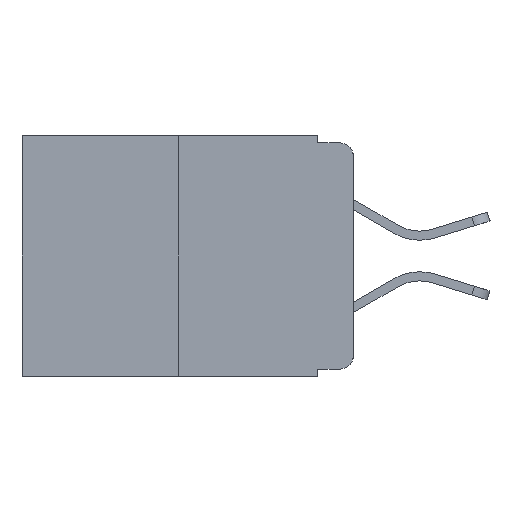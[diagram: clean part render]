
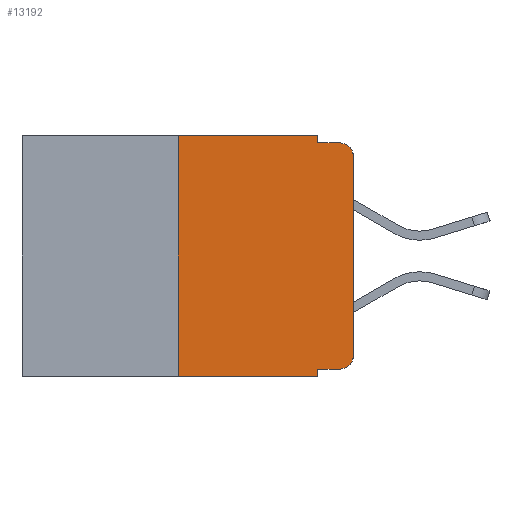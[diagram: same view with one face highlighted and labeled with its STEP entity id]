
A CAD part, left-side view. The second image highlights one B-rep face of the part: STEP entity #13192.
In plain terms, the highlighted planar face has unit normal (-1, 0, 0).
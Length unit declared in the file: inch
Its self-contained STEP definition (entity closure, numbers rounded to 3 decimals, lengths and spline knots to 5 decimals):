
#21 = EDGE_CURVE ( 'NONE', #13584, #3417, #1622, .T. ) ;
#135 = VECTOR ( 'NONE', #20970, 39.37008 ) ;
#184 = CARTESIAN_POINT ( 'NONE',  ( 0., 0.051, 0. ) ) ;
#239 = DIRECTION ( 'NONE',  ( 0., 0., 1. ) ) ;
#549 = LINE ( 'NONE', #22263, #8918 ) ;
#575 = CARTESIAN_POINT ( 'NONE',  ( 0., 0., -0.03 ) ) ;
#897 = CARTESIAN_POINT ( 'NONE',  ( 0., 0.051, 0. ) ) ;
#1065 = LINE ( 'NONE', #4222, #5300 ) ;
#1567 = CARTESIAN_POINT ( 'NONE',  ( 0., 0.473, 0. ) ) ;
#1622 = LINE ( 'NONE', #184, #11006 ) ;
#1642 = DIRECTION ( 'NONE',  ( 0., 0., -1. ) ) ;
#2048 = VERTEX_POINT ( 'NONE', #10031 ) ;
#2146 = CARTESIAN_POINT ( 'NONE',  ( 0., 0.051, -0.333 ) ) ;
#2333 = VERTEX_POINT ( 'NONE', #5438 ) ;
#2528 = VECTOR ( 'NONE', #3960, 39.37008 ) ;
#2807 = CARTESIAN_POINT ( 'NONE',  ( 0., 0.02, -0.01 ) ) ;
#3417 = VERTEX_POINT ( 'NONE', #9113 ) ;
#3740 = CIRCLE ( 'NONE', #19329, 0.02 ) ;
#3848 = DIRECTION ( 'NONE',  ( 0., 0., 1. ) ) ;
#3883 = CARTESIAN_POINT ( 'NONE',  ( 0., 0.02, -0.03 ) ) ;
#3960 = DIRECTION ( 'NONE',  ( 0., -1., 0. ) ) ;
#3975 = EDGE_CURVE ( 'NONE', #2333, #5823, #3740, .T. ) ;
#3985 = VERTEX_POINT ( 'NONE', #21572 ) ;
#4222 = CARTESIAN_POINT ( 'NONE',  ( 0., 0.473, -0.343 ) ) ;
#4343 = ORIENTED_EDGE ( 'NONE', *, *, #16926, .T. ) ;
#5300 = VECTOR ( 'NONE', #12928, 39.37008 ) ;
#5312 = EDGE_CURVE ( 'NONE', #2048, #3985, #549, .T. ) ;
#5438 = CARTESIAN_POINT ( 'NONE',  ( 0., 0.02, -0.333 ) ) ;
#5444 = ORIENTED_EDGE ( 'NONE', *, *, #17732, .T. ) ;
#5501 = LINE ( 'NONE', #19280, #135 ) ;
#5668 = DIRECTION ( 'NONE',  ( 0., 0., -1. ) ) ;
#5733 = ORIENTED_EDGE ( 'NONE', *, *, #3975, .T. ) ;
#5745 = EDGE_CURVE ( 'NONE', #5823, #16391, #21147, .T. ) ;
#5823 = VERTEX_POINT ( 'NONE', #11034 ) ;
#6060 = CIRCLE ( 'NONE', #14264, 0.02 ) ;
#6150 = EDGE_LOOP ( 'NONE', ( #14188, #22402, #19242, #6860, #18954, #10635, #5444, #13058, #4343, #5733 ) ) ;
#6860 = ORIENTED_EDGE ( 'NONE', *, *, #21, .F. ) ;
#7218 = FACE_OUTER_BOUND ( 'NONE', #6150, .T. ) ;
#7287 = LINE ( 'NONE', #2146, #2528 ) ;
#7681 = LINE ( 'NONE', #21061, #21342 ) ;
#7840 = VERTEX_POINT ( 'NONE', #2807 ) ;
#8376 = AXIS2_PLACEMENT_3D ( 'NONE', #1567, #12203, #1642 ) ;
#8918 = VECTOR ( 'NONE', #239, 39.37008 ) ;
#9113 = CARTESIAN_POINT ( 'NONE',  ( 0., 0.051, -0.01 ) ) ;
#10031 = CARTESIAN_POINT ( 'NONE',  ( 0., 0.25, -0.343 ) ) ;
#10113 = EDGE_CURVE ( 'NONE', #16391, #7840, #6060, .T. ) ;
#10462 = PLANE ( 'NONE',  #8376 ) ;
#10635 = ORIENTED_EDGE ( 'NONE', *, *, #5312, .F. ) ;
#10665 = VERTEX_POINT ( 'NONE', #19449 ) ;
#10909 = LINE ( 'NONE', #19576, #19492 ) ;
#11006 = VECTOR ( 'NONE', #16148, 39.37008 ) ;
#11034 = CARTESIAN_POINT ( 'NONE',  ( 0., 0., -0.313 ) ) ;
#11579 = EDGE_CURVE ( 'NONE', #3417, #7840, #7681, .T. ) ;
#12203 = DIRECTION ( 'NONE',  ( 1., 0., 0. ) ) ;
#12561 = DIRECTION ( 'NONE',  ( 0., -1., 0. ) ) ;
#12745 = CARTESIAN_POINT ( 'NONE',  ( 0., 0.051, -0.343 ) ) ;
#12928 = DIRECTION ( 'NONE',  ( 0., -1., 0. ) ) ;
#12948 = VECTOR ( 'NONE', #3848, 39.37008 ) ;
#13058 = ORIENTED_EDGE ( 'NONE', *, *, #18061, .F. ) ;
#13192 = ADVANCED_FACE ( 'NONE', ( #7218 ), #10462, .F. ) ;
#13584 = VERTEX_POINT ( 'NONE', #897 ) ;
#14188 = ORIENTED_EDGE ( 'NONE', *, *, #5745, .T. ) ;
#14264 = AXIS2_PLACEMENT_3D ( 'NONE', #3883, #16068, #5668 ) ;
#14389 = EDGE_CURVE ( 'NONE', #3985, #13584, #10909, .T. ) ;
#16036 = CARTESIAN_POINT ( 'NONE',  ( 0., 0., 0. ) ) ;
#16068 = DIRECTION ( 'NONE',  ( -1., 0., 0. ) ) ;
#16148 = DIRECTION ( 'NONE',  ( 0., 0., -1. ) ) ;
#16391 = VERTEX_POINT ( 'NONE', #575 ) ;
#16926 = EDGE_CURVE ( 'NONE', #10665, #2333, #7287, .T. ) ;
#17732 = EDGE_CURVE ( 'NONE', #2048, #22370, #1065, .T. ) ;
#18061 = EDGE_CURVE ( 'NONE', #10665, #22370, #5501, .T. ) ;
#18954 = ORIENTED_EDGE ( 'NONE', *, *, #14389, .F. ) ;
#19242 = ORIENTED_EDGE ( 'NONE', *, *, #11579, .F. ) ;
#19280 = CARTESIAN_POINT ( 'NONE',  ( 0., 0.051, 0. ) ) ;
#19329 = AXIS2_PLACEMENT_3D ( 'NONE', #21499, #21796, #21753 ) ;
#19449 = CARTESIAN_POINT ( 'NONE',  ( 0., 0.051, -0.333 ) ) ;
#19492 = VECTOR ( 'NONE', #21280, 39.37008 ) ;
#19576 = CARTESIAN_POINT ( 'NONE',  ( 0., 0.473, 0. ) ) ;
#20970 = DIRECTION ( 'NONE',  ( 0., 0., -1. ) ) ;
#21061 = CARTESIAN_POINT ( 'NONE',  ( 0., 0.051, -0.01 ) ) ;
#21147 = LINE ( 'NONE', #16036, #12948 ) ;
#21280 = DIRECTION ( 'NONE',  ( 0., -1., 0. ) ) ;
#21342 = VECTOR ( 'NONE', #12561, 39.37008 ) ;
#21499 = CARTESIAN_POINT ( 'NONE',  ( 0., 0.02, -0.313 ) ) ;
#21572 = CARTESIAN_POINT ( 'NONE',  ( 0., 0.25, 0. ) ) ;
#21753 = DIRECTION ( 'NONE',  ( 0., 0., -1. ) ) ;
#21796 = DIRECTION ( 'NONE',  ( -1., 0., 0. ) ) ;
#22263 = CARTESIAN_POINT ( 'NONE',  ( 0., 0.25, 0. ) ) ;
#22370 = VERTEX_POINT ( 'NONE', #12745 ) ;
#22402 = ORIENTED_EDGE ( 'NONE', *, *, #10113, .T. ) ;
